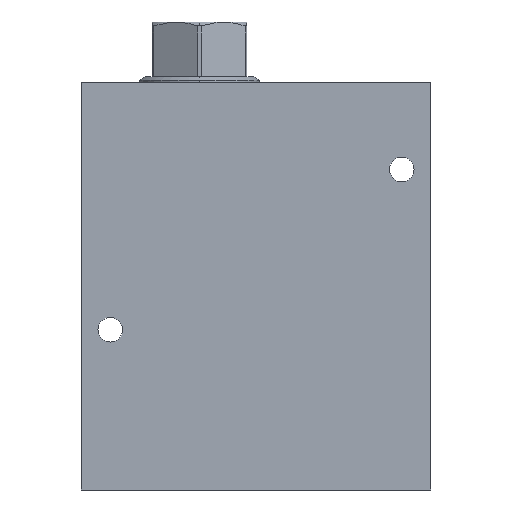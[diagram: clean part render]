
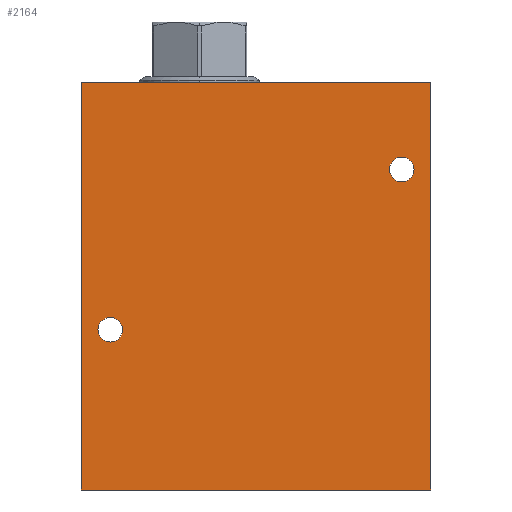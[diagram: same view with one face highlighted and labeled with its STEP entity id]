
A CAD part, front view. The second image highlights one B-rep face of the part: STEP entity #2164.
In plain terms, the highlighted planar face has unit normal (0, -1, 0).
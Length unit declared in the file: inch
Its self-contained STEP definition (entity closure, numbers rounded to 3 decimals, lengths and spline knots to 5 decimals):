
#5=DIRECTION('',(1.,0.,0.));
#6=VECTOR('',#5,6.);
#7=CARTESIAN_POINT('',(0.,-2.625,0.));
#8=LINE('',#7,#6);
#65=DIRECTION('',(0.,0.,1.));
#66=VECTOR('',#65,7.);
#67=CARTESIAN_POINT('',(6.,-2.625,0.));
#68=LINE('',#67,#66);
#99=DIRECTION('',(0.,0.,1.));
#100=VECTOR('',#99,7.);
#101=CARTESIAN_POINT('',(0.,-2.625,0.));
#102=LINE('',#101,#100);
#103=CARTESIAN_POINT('',(0.5,-2.625,2.75));
#104=DIRECTION('',(0.,1.,0.));
#105=DIRECTION('',(0.,0.,-1.));
#106=AXIS2_PLACEMENT_3D('',#103,#104,#105);
#108=CARTESIAN_POINT('',(0.5,-2.625,2.75));
#109=DIRECTION('',(0.,1.,0.));
#110=DIRECTION('',(0.,0.,1.));
#111=AXIS2_PLACEMENT_3D('',#108,#109,#110);
#113=CARTESIAN_POINT('',(5.5,-2.625,5.5));
#114=DIRECTION('',(0.,1.,0.));
#115=DIRECTION('',(0.,0.,-1.));
#116=AXIS2_PLACEMENT_3D('',#113,#114,#115);
#118=CARTESIAN_POINT('',(5.5,-2.625,5.5));
#119=DIRECTION('',(0.,1.,0.));
#120=DIRECTION('',(0.,0.,1.));
#121=AXIS2_PLACEMENT_3D('',#118,#119,#120);
#135=DIRECTION('',(1.,0.,0.));
#136=VECTOR('',#135,6.);
#137=CARTESIAN_POINT('',(0.,-2.625,7.));
#138=LINE('',#137,#136);
#1723=CARTESIAN_POINT('',(0.,-2.625,0.));
#1725=VERTEX_POINT('',#1723);
#1726=CARTESIAN_POINT('',(6.,-2.625,0.));
#1727=VERTEX_POINT('',#1726);
#1731=CARTESIAN_POINT('',(0.,-2.625,7.));
#1733=VERTEX_POINT('',#1731);
#1734=CARTESIAN_POINT('',(6.,-2.625,7.));
#1735=VERTEX_POINT('',#1734);
#2015=CARTESIAN_POINT('',(0.5,-2.625,2.539));
#2016=CARTESIAN_POINT('',(0.5,-2.625,2.961));
#2017=VERTEX_POINT('',#2015);
#2018=VERTEX_POINT('',#2016);
#2027=CARTESIAN_POINT('',(5.5,-2.625,5.289));
#2028=CARTESIAN_POINT('',(5.5,-2.625,5.711));
#2029=VERTEX_POINT('',#2027);
#2030=VERTEX_POINT('',#2028);
#2140=CARTESIAN_POINT('',(0.,-2.625,0.));
#2141=DIRECTION('',(0.,-1.,0.));
#2142=DIRECTION('',(1.,0.,0.));
#2143=AXIS2_PLACEMENT_3D('',#2140,#2141,#2142);
#2144=PLANE('',#2143);
#2145=ORIENTED_EDGE('',*,*,#2046,.F.);
#2146=ORIENTED_EDGE('',*,*,#2065,.T.);
#2148=ORIENTED_EDGE('',*,*,#2147,.T.);
#2149=ORIENTED_EDGE('',*,*,#2114,.F.);
#2150=EDGE_LOOP('',(#2145,#2146,#2148,#2149));
#2151=FACE_OUTER_BOUND('',#2150,.F.);
#2153=ORIENTED_EDGE('',*,*,#2152,.F.);
#2155=ORIENTED_EDGE('',*,*,#2154,.F.);
#2156=EDGE_LOOP('',(#2153,#2155));
#2157=FACE_BOUND('',#2156,.F.);
#2159=ORIENTED_EDGE('',*,*,#2158,.F.);
#2161=ORIENTED_EDGE('',*,*,#2160,.F.);
#2162=EDGE_LOOP('',(#2159,#2161));
#2163=FACE_BOUND('',#2162,.F.);
#2164=ADVANCED_FACE('',(#2151,#2157,#2163),#2144,.T.);
#107=CIRCLE('',#106,0.211);
#112=CIRCLE('',#111,0.211);
#117=CIRCLE('',#116,0.211);
#122=CIRCLE('',#121,0.211);
#2046=EDGE_CURVE('',#1725,#1727,#8,.T.);
#2065=EDGE_CURVE('',#1725,#1733,#102,.T.);
#2114=EDGE_CURVE('',#1727,#1735,#68,.T.);
#2147=EDGE_CURVE('',#1733,#1735,#138,.T.);
#2152=EDGE_CURVE('',#2017,#2018,#107,.T.);
#2154=EDGE_CURVE('',#2018,#2017,#112,.T.);
#2158=EDGE_CURVE('',#2029,#2030,#117,.T.);
#2160=EDGE_CURVE('',#2030,#2029,#122,.T.);
